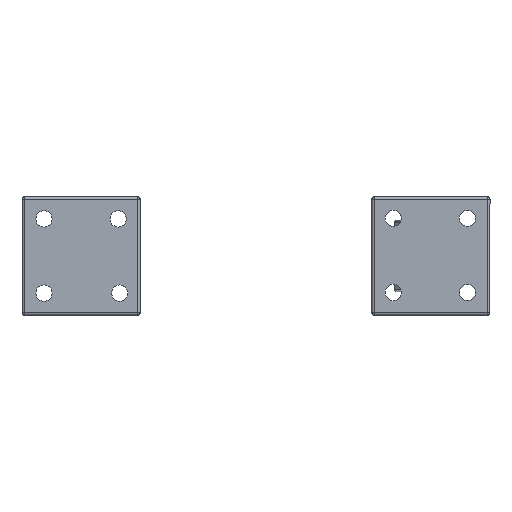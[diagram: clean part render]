
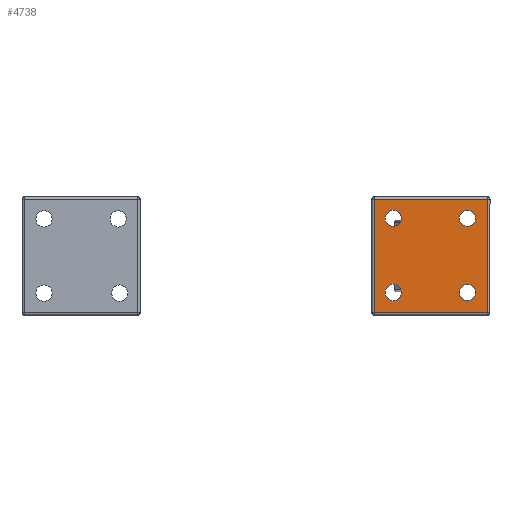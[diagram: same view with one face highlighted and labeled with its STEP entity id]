
A CAD part, front view. The second image highlights one B-rep face of the part: STEP entity #4738.
In plain terms, the highlighted planar face has unit normal (0, -1, 0).
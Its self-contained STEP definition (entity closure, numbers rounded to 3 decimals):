
#24 = CARTESIAN_POINT ( 'NONE',  ( 16.25, 0., -15.75 ) ) ;
#137 = ORIENTED_EDGE ( 'NONE', *, *, #8274, .T. ) ;
#311 = CIRCLE ( 'NONE', #14043, 3.5 ) ;
#451 = CARTESIAN_POINT ( 'NONE',  ( 16.25, 0., 16.25 ) ) ;
#486 = EDGE_LOOP ( 'NONE', ( #1335, #7208, #16742, #137 ) ) ;
#638 = ORIENTED_EDGE ( 'NONE', *, *, #13349, .F. ) ;
#779 = CARTESIAN_POINT ( 'NONE',  ( 16.25, 0., -12.25 ) ) ;
#794 = DIRECTION ( 'NONE',  ( 1., 0., 0. ) ) ;
#824 = CARTESIAN_POINT ( 'NONE',  ( -15.75, 0., 19.75 ) ) ;
#834 = EDGE_CURVE ( 'NONE', #2362, #13039, #3077, .T. ) ;
#900 = VERTEX_POINT ( 'NONE', #13672 ) ;
#965 = CIRCLE ( 'NONE', #16895, 3.5 ) ;
#1022 = FACE_BOUND ( 'NONE', #5933, .T. ) ;
#1239 = CARTESIAN_POINT ( 'NONE',  ( 16.25, 0., -19.25 ) ) ;
#1335 = ORIENTED_EDGE ( 'NONE', *, *, #1778, .T. ) ;
#1631 = CARTESIAN_POINT ( 'NONE',  ( -15.75, 0., -12.25 ) ) ;
#1765 = EDGE_LOOP ( 'NONE', ( #13172, #4004 ) ) ;
#1778 = EDGE_CURVE ( 'NONE', #3373, #16670, #13632, .T. ) ;
#2216 = VERTEX_POINT ( 'NONE', #15807 ) ;
#2362 = VERTEX_POINT ( 'NONE', #7965 ) ;
#2603 = DIRECTION ( 'NONE',  ( 0., 0., -1. ) ) ;
#2609 = VECTOR ( 'NONE', #3217, 1000. ) ;
#2939 = EDGE_CURVE ( 'NONE', #7821, #11167, #12681, .T. ) ;
#3018 = DIRECTION ( 'NONE',  ( 0., 0., 1. ) ) ;
#3077 = CIRCLE ( 'NONE', #12713, 3.5 ) ;
#3204 = CARTESIAN_POINT ( 'NONE',  ( -15.75, 0., 16.25 ) ) ;
#3208 = VECTOR ( 'NONE', #15334, 1000. ) ;
#3217 = DIRECTION ( 'NONE',  ( 0., 0., -1. ) ) ;
#3373 = VERTEX_POINT ( 'NONE', #15076 ) ;
#3646 = FACE_BOUND ( 'NONE', #15645, .T. ) ;
#3803 = AXIS2_PLACEMENT_3D ( 'NONE', #10539, #6420, #8920 ) ;
#3838 = DIRECTION ( 'NONE',  ( 0., -1., 0. ) ) ;
#4004 = ORIENTED_EDGE ( 'NONE', *, *, #13323, .F. ) ;
#4508 = VECTOR ( 'NONE', #3018, 1000. ) ;
#4635 = CARTESIAN_POINT ( 'NONE',  ( 25.5, 0., -24.5 ) ) ;
#4738 = ADVANCED_FACE ( 'NONE', ( #14420, #5202, #3646, #1022, #6264 ), #10376, .F. ) ;
#4885 = ORIENTED_EDGE ( 'NONE', *, *, #12575, .F. ) ;
#5015 = AXIS2_PLACEMENT_3D ( 'NONE', #3204, #15171, #15092 ) ;
#5202 = FACE_BOUND ( 'NONE', #1765, .T. ) ;
#5229 = DIRECTION ( 'NONE',  ( 0., 0., -1. ) ) ;
#5403 = LINE ( 'NONE', #14594, #2609 ) ;
#5589 = EDGE_CURVE ( 'NONE', #11167, #7821, #6096, .T. ) ;
#5689 = DIRECTION ( 'NONE',  ( 0., 0., -1. ) ) ;
#5736 = VERTEX_POINT ( 'NONE', #16257 ) ;
#5871 = CARTESIAN_POINT ( 'NONE',  ( 16.25, 0., 16.25 ) ) ;
#5933 = EDGE_LOOP ( 'NONE', ( #12610, #11443 ) ) ;
#6096 = CIRCLE ( 'NONE', #14329, 3.5 ) ;
#6226 = VECTOR ( 'NONE', #794, 1000. ) ;
#6264 = FACE_OUTER_BOUND ( 'NONE', #486, .T. ) ;
#6300 = EDGE_CURVE ( 'NONE', #7554, #15549, #311, .T. ) ;
#6420 = DIRECTION ( 'NONE',  ( 0., 1., 0. ) ) ;
#6449 = DIRECTION ( 'NONE',  ( 0., 0., -1. ) ) ;
#6529 = DIRECTION ( 'NONE',  ( 0., 0., -1. ) ) ;
#6728 = CIRCLE ( 'NONE', #9199, 3.5 ) ;
#6964 = CIRCLE ( 'NONE', #15442, 3.5 ) ;
#7096 = DIRECTION ( 'NONE',  ( 0., 0., -1. ) ) ;
#7208 = ORIENTED_EDGE ( 'NONE', *, *, #8169, .T. ) ;
#7554 = VERTEX_POINT ( 'NONE', #1239 ) ;
#7735 = CARTESIAN_POINT ( 'NONE',  ( -15.75, 0., -15.75 ) ) ;
#7821 = VERTEX_POINT ( 'NONE', #12655 ) ;
#7829 = DIRECTION ( 'NONE',  ( 0., -1., 0. ) ) ;
#7838 = CARTESIAN_POINT ( 'NONE',  ( -15.75, 0., -15.75 ) ) ;
#7912 = DIRECTION ( 'NONE',  ( 0., 0., -1. ) ) ;
#7965 = CARTESIAN_POINT ( 'NONE',  ( -15.75, 0., -19.25 ) ) ;
#8082 = EDGE_LOOP ( 'NONE', ( #13690, #638 ) ) ;
#8169 = EDGE_CURVE ( 'NONE', #16670, #900, #8701, .T. ) ;
#8274 = EDGE_CURVE ( 'NONE', #12731, #3373, #13852, .T. ) ;
#8287 = AXIS2_PLACEMENT_3D ( 'NONE', #15585, #14451, #7912 ) ;
#8449 = DIRECTION ( 'NONE',  ( 0., -1., 0. ) ) ;
#8564 = CIRCLE ( 'NONE', #8287, 3.5 ) ;
#8701 = LINE ( 'NONE', #15243, #3208 ) ;
#8920 = DIRECTION ( 'NONE',  ( 0., 0., 1. ) ) ;
#9102 = CARTESIAN_POINT ( 'NONE',  ( -15.75, 0., 16.25 ) ) ;
#9199 = AXIS2_PLACEMENT_3D ( 'NONE', #451, #8449, #5689 ) ;
#9231 = EDGE_CURVE ( 'NONE', #5736, #2216, #6728, .T. ) ;
#10376 = PLANE ( 'NONE',  #3803 ) ;
#10539 = CARTESIAN_POINT ( 'NONE',  ( 25.5, 0., 25.5 ) ) ;
#11167 = VERTEX_POINT ( 'NONE', #824 ) ;
#11443 = ORIENTED_EDGE ( 'NONE', *, *, #5589, .F. ) ;
#11487 = DIRECTION ( 'NONE',  ( 0., -1., 0. ) ) ;
#12268 = EDGE_CURVE ( 'NONE', #900, #12731, #5403, .T. ) ;
#12575 = EDGE_CURVE ( 'NONE', #2216, #5736, #965, .T. ) ;
#12583 = CARTESIAN_POINT ( 'NONE',  ( -24.5, 0., -24.5 ) ) ;
#12610 = ORIENTED_EDGE ( 'NONE', *, *, #2939, .F. ) ;
#12637 = CARTESIAN_POINT ( 'NONE',  ( 24.5, 0., 24.5 ) ) ;
#12655 = CARTESIAN_POINT ( 'NONE',  ( -15.75, 0., 12.75 ) ) ;
#12681 = CIRCLE ( 'NONE', #5015, 3.5 ) ;
#12713 = AXIS2_PLACEMENT_3D ( 'NONE', #7838, #13076, #5229 ) ;
#12731 = VERTEX_POINT ( 'NONE', #12583 ) ;
#13039 = VERTEX_POINT ( 'NONE', #1631 ) ;
#13076 = DIRECTION ( 'NONE',  ( 0., -1., 0. ) ) ;
#13172 = ORIENTED_EDGE ( 'NONE', *, *, #6300, .F. ) ;
#13323 = EDGE_CURVE ( 'NONE', #15549, #7554, #8564, .T. ) ;
#13349 = EDGE_CURVE ( 'NONE', #13039, #2362, #6964, .T. ) ;
#13374 = CARTESIAN_POINT ( 'NONE',  ( 24.5, 0., 25.5 ) ) ;
#13399 = ORIENTED_EDGE ( 'NONE', *, *, #9231, .F. ) ;
#13525 = DIRECTION ( 'NONE',  ( 0., -1., 0. ) ) ;
#13632 = LINE ( 'NONE', #13374, #4508 ) ;
#13672 = CARTESIAN_POINT ( 'NONE',  ( -24.5, 0., 24.5 ) ) ;
#13690 = ORIENTED_EDGE ( 'NONE', *, *, #834, .F. ) ;
#13852 = LINE ( 'NONE', #4635, #6226 ) ;
#14043 = AXIS2_PLACEMENT_3D ( 'NONE', #24, #11487, #2603 ) ;
#14329 = AXIS2_PLACEMENT_3D ( 'NONE', #9102, #7829, #6529 ) ;
#14420 = FACE_BOUND ( 'NONE', #8082, .T. ) ;
#14451 = DIRECTION ( 'NONE',  ( 0., -1., 0. ) ) ;
#14594 = CARTESIAN_POINT ( 'NONE',  ( -24.5, 0., -25.5 ) ) ;
#15076 = CARTESIAN_POINT ( 'NONE',  ( 24.5, 0., -24.5 ) ) ;
#15092 = DIRECTION ( 'NONE',  ( 0., 0., -1. ) ) ;
#15171 = DIRECTION ( 'NONE',  ( 0., -1., 0. ) ) ;
#15243 = CARTESIAN_POINT ( 'NONE',  ( 25.5, 0., 24.5 ) ) ;
#15334 = DIRECTION ( 'NONE',  ( -1., 0., 0. ) ) ;
#15442 = AXIS2_PLACEMENT_3D ( 'NONE', #7735, #3838, #6449 ) ;
#15549 = VERTEX_POINT ( 'NONE', #779 ) ;
#15585 = CARTESIAN_POINT ( 'NONE',  ( 16.25, 0., -15.75 ) ) ;
#15645 = EDGE_LOOP ( 'NONE', ( #13399, #4885 ) ) ;
#15807 = CARTESIAN_POINT ( 'NONE',  ( 16.25, 0., 19.75 ) ) ;
#16257 = CARTESIAN_POINT ( 'NONE',  ( 16.25, 0., 12.75 ) ) ;
#16670 = VERTEX_POINT ( 'NONE', #12637 ) ;
#16742 = ORIENTED_EDGE ( 'NONE', *, *, #12268, .T. ) ;
#16895 = AXIS2_PLACEMENT_3D ( 'NONE', #5871, #13525, #7096 ) ;
